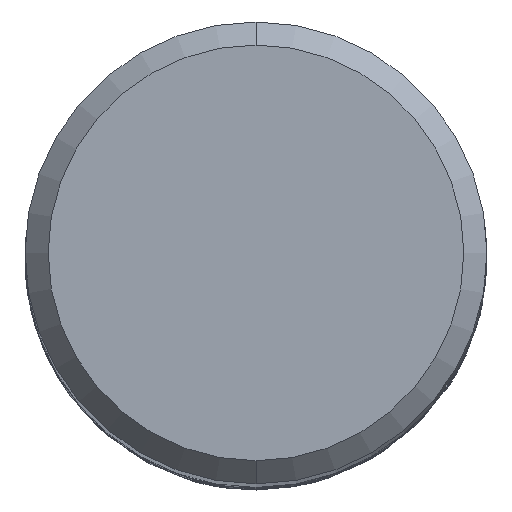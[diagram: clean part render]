
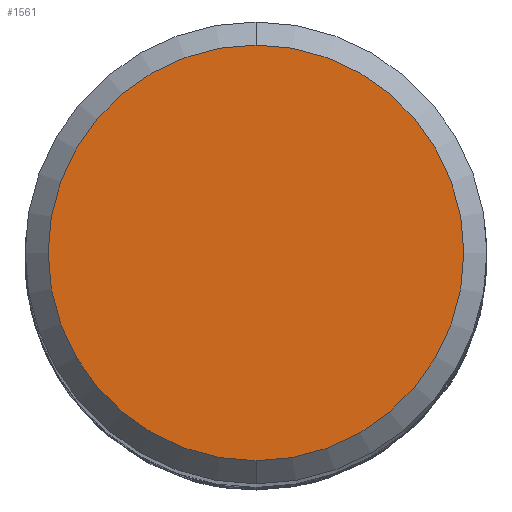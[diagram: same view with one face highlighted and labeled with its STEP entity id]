
A CAD part, top view. The second image highlights one B-rep face of the part: STEP entity #1561.
In plain terms, the highlighted planar face has unit normal (0, 0, 1).
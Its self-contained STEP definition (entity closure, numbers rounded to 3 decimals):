
#735=EDGE_CURVE('',#1699,#937,#2126,.T.);
#937=VERTEX_POINT('',#2345);
#1561=ADVANCED_FACE('',(#3025),#3026,.T.);
#1621=EDGE_CURVE('',#937,#1699,#3091,.T.);
#1699=VERTEX_POINT('',#3176);
#2126=CIRCLE('',#3722,5.4);
#2345=CARTESIAN_POINT('',(0.,-5.4,0.0));
#3025=FACE_OUTER_BOUND('',#14629,.T.);
#3026=PLANE('',#14630);
#3091=CIRCLE('',#15079,5.4);
#3176=CARTESIAN_POINT('',(0.0,5.4,0.0));
#3722=AXIS2_PLACEMENT_3D('',#21576,#21577,#21578);
#14629=EDGE_LOOP('',(#22465,#22466));
#14630=AXIS2_PLACEMENT_3D('',#22467,#22468,#22469);
#15079=AXIS2_PLACEMENT_3D('',#22516,#22517,#22518);
#21576=CARTESIAN_POINT('',(0.0,0.0,0.0));
#21577=DIRECTION('',(0.0,0.0,-1.0));
#21578=DIRECTION('',(0.0,1.0,0.0));
#22465=ORIENTED_EDGE('',*,*,#735,.F.);
#22466=ORIENTED_EDGE('',*,*,#1621,.F.);
#22467=CARTESIAN_POINT('',(0.0,2.7,0.0));
#22468=DIRECTION('',(-0.0,0.0,1.0));
#22469=DIRECTION('',(0.0,-1.0,0.0));
#22516=CARTESIAN_POINT('',(0.0,0.0,0.0));
#22517=DIRECTION('',(0.0,0.0,-1.0));
#22518=DIRECTION('',(0.0,1.0,0.0));
